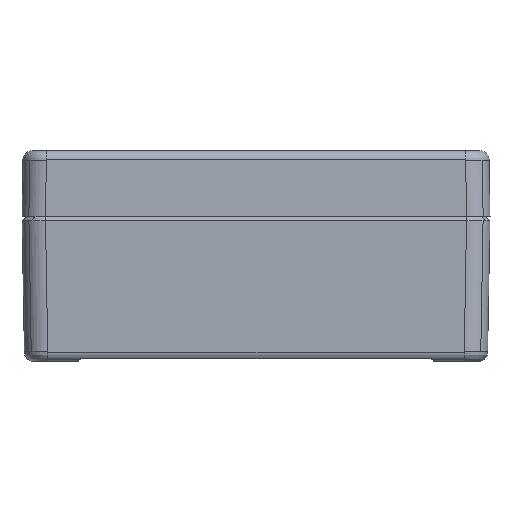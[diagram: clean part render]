
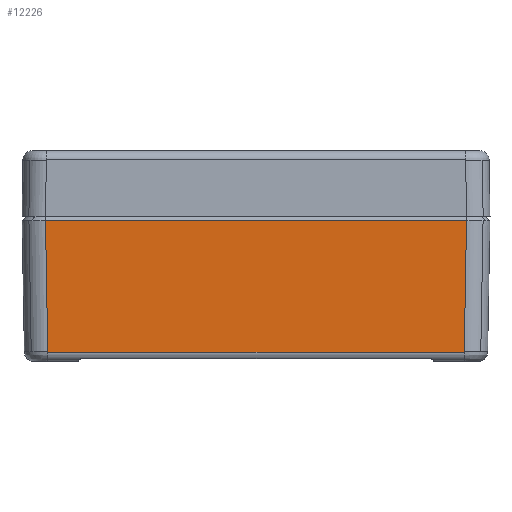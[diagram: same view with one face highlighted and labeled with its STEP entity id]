
A CAD part, front view. The second image highlights one B-rep face of the part: STEP entity #12226.
In plain terms, the highlighted planar face has unit normal (0, -1, -0.018).
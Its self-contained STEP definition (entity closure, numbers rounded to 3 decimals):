
#12202=AXIS2_PLACEMENT_3D('Plane Axis2P3D',#12199,#12200,#12201) ;
#4657=CARTESIAN_POINT('Control Point',(5.017,0.017,30.)) ;
#4658=CARTESIAN_POINT('Control Point',(5.505,0.506,2.)) ;
#4659=CARTESIAN_POINT('Vertex',(5.017,0.017,30.)) ;
#4661=CARTESIAN_POINT('Vertex',(5.505,0.506,2.)) ;
#4785=CARTESIAN_POINT('Vertex',(94.983,0.017,30.)) ;
#4789=CARTESIAN_POINT('Control Point',(94.983,0.017,30.)) ;
#4790=CARTESIAN_POINT('Control Point',(94.495,0.506,2.)) ;
#4791=CARTESIAN_POINT('Vertex',(94.495,0.506,2.)) ;
#11983=CARTESIAN_POINT('Vertex',(94.459,0.507,1.93)) ;
#12014=CARTESIAN_POINT('Control Point',(94.495,0.506,2.)) ;
#12015=CARTESIAN_POINT('Control Point',(94.495,0.506,1.996)) ;
#12016=CARTESIAN_POINT('Control Point',(94.495,0.506,1.992)) ;
#12017=CARTESIAN_POINT('Vertex',(94.495,0.506,1.992)) ;
#12021=CARTESIAN_POINT('Control Point',(94.493,0.506,1.992)) ;
#12022=CARTESIAN_POINT('Control Point',(94.493,0.506,1.965)) ;
#12023=CARTESIAN_POINT('Control Point',(94.493,0.507,1.938)) ;
#12024=CARTESIAN_POINT('Vertex',(94.493,0.507,1.938)) ;
#12028=CARTESIAN_POINT('Control Point',(94.493,0.507,1.938)) ;
#12029=CARTESIAN_POINT('Control Point',(94.483,0.507,1.932)) ;
#12030=CARTESIAN_POINT('Control Point',(94.471,0.507,1.93)) ;
#12031=CARTESIAN_POINT('Control Point',(94.459,0.507,1.93)) ;
#12077=CARTESIAN_POINT('Vertex',(5.541,0.507,1.93)) ;
#12081=CARTESIAN_POINT('Control Point',(5.507,0.507,1.938)) ;
#12082=CARTESIAN_POINT('Control Point',(5.517,0.507,1.932)) ;
#12083=CARTESIAN_POINT('Control Point',(5.529,0.507,1.93)) ;
#12084=CARTESIAN_POINT('Control Point',(5.541,0.507,1.93)) ;
#12085=CARTESIAN_POINT('Vertex',(5.507,0.507,1.938)) ;
#12089=CARTESIAN_POINT('Control Point',(5.506,0.506,1.992)) ;
#12090=CARTESIAN_POINT('Control Point',(5.506,0.506,1.965)) ;
#12091=CARTESIAN_POINT('Control Point',(5.506,0.507,1.938)) ;
#12092=CARTESIAN_POINT('Vertex',(5.506,0.506,1.992)) ;
#12096=CARTESIAN_POINT('Control Point',(5.505,0.506,2.)) ;
#12097=CARTESIAN_POINT('Control Point',(5.505,0.506,1.996)) ;
#12098=CARTESIAN_POINT('Control Point',(5.505,0.506,1.992)) ;
#12199=CARTESIAN_POINT('Axis2P3D Location',(5.017,0.017,30.)) ;
#12204=CARTESIAN_POINT('Line Origine',(50.,0.507,1.93)) ;
#12209=CARTESIAN_POINT('Line Origine',(50.,0.017,30.)) ;
#12200=DIRECTION('Axis2P3D Direction',(0.,-1.,-0.017)) ;
#12201=DIRECTION('Axis2P3D XDirection',(0.,0.017,-1.)) ;
#12205=DIRECTION('Vector Direction',(1.,0.,0.)) ;
#12210=DIRECTION('Vector Direction',(1.,0.,0.)) ;
#12206=VECTOR('Line Direction',#12205,1.) ;
#12211=VECTOR('Line Direction',#12210,1.) ;
#12215=ORIENTED_EDGE('',*,*,#12087,.T.) ;
#12216=ORIENTED_EDGE('',*,*,#12208,.T.) ;
#12217=ORIENTED_EDGE('',*,*,#12032,.F.) ;
#12218=ORIENTED_EDGE('',*,*,#12026,.T.) ;
#12219=ORIENTED_EDGE('',*,*,#12019,.T.) ;
#12220=ORIENTED_EDGE('',*,*,#4793,.T.) ;
#12221=ORIENTED_EDGE('',*,*,#12213,.T.) ;
#12222=ORIENTED_EDGE('',*,*,#4663,.T.) ;
#12223=ORIENTED_EDGE('',*,*,#12099,.T.) ;
#12224=ORIENTED_EDGE('',*,*,#12094,.T.) ;
#12226=ADVANCED_FACE('Brep With Voids',(#12225),#12203,.T.) ;
#12027=B_SPLINE_CURVE_WITH_KNOTS('',3,(#12028,#12029,#12030,#12031),.UNSPECIFIED.,.F.,.U.,(4,4),(0.,0.05),.UNSPECIFIED.) ;
#12080=B_SPLINE_CURVE_WITH_KNOTS('',3,(#12081,#12082,#12083,#12084),.UNSPECIFIED.,.F.,.U.,(4,4),(0.,0.05),.UNSPECIFIED.) ;
#4663=EDGE_CURVE('',#4660,#4662,#4656,.T.) ;
#4793=EDGE_CURVE('',#4792,#4786,#4788,.F.) ;
#12019=EDGE_CURVE('',#12018,#4792,#12013,.F.) ;
#12026=EDGE_CURVE('',#12025,#12018,#12020,.F.) ;
#12032=EDGE_CURVE('',#12025,#11984,#12027,.T.) ;
#12087=EDGE_CURVE('',#12086,#12078,#12080,.T.) ;
#12094=EDGE_CURVE('',#12093,#12086,#12088,.T.) ;
#12099=EDGE_CURVE('',#4662,#12093,#12095,.T.) ;
#12208=EDGE_CURVE('',#12078,#11984,#12207,.T.) ;
#12213=EDGE_CURVE('',#4786,#4660,#12212,.F.) ;
#12214=EDGE_LOOP('',(#12215,#12216,#12217,#12218,#12219,#12220,#12221,#12222,#12223,#12224)) ;
#12225=FACE_OUTER_BOUND('',#12214,.T.) ;
#12207=LINE('Line',#12204,#12206) ;
#12212=LINE('Line',#12209,#12211) ;
#12203=PLANE('',#12202) ;
#4660=VERTEX_POINT('',#4659) ;
#4662=VERTEX_POINT('',#4661) ;
#4786=VERTEX_POINT('',#4785) ;
#4792=VERTEX_POINT('',#4791) ;
#11984=VERTEX_POINT('',#11983) ;
#12018=VERTEX_POINT('',#12017) ;
#12025=VERTEX_POINT('',#12024) ;
#12078=VERTEX_POINT('',#12077) ;
#12086=VERTEX_POINT('',#12085) ;
#12093=VERTEX_POINT('',#12092) ;
#4656=(BOUNDED_CURVE()B_SPLINE_CURVE(1,(#4657,#4658),.UNSPECIFIED.,.F.,.U.)B_SPLINE_CURVE_WITH_KNOTS((2,2),(0.092,28.101),.UNSPECIFIED.)CURVE()GEOMETRIC_REPRESENTATION_ITEM()RATIONAL_B_SPLINE_CURVE((0.854,0.854))REPRESENTATION_ITEM('')) ;
#4788=(BOUNDED_CURVE()B_SPLINE_CURVE(1,(#4789,#4790),.UNSPECIFIED.,.F.,.U.)B_SPLINE_CURVE_WITH_KNOTS((2,2),(0.145,28.153),.UNSPECIFIED.)CURVE()GEOMETRIC_REPRESENTATION_ITEM()RATIONAL_B_SPLINE_CURVE((0.854,0.854))REPRESENTATION_ITEM('')) ;
#12013=(BOUNDED_CURVE()B_SPLINE_CURVE(2,(#12014,#12015,#12016),.UNSPECIFIED.,.F.,.U.)B_SPLINE_CURVE_WITH_KNOTS((3,3),(0.,0.011),.UNSPECIFIED.)CURVE()GEOMETRIC_REPRESENTATION_ITEM()RATIONAL_B_SPLINE_CURVE((1.,0.999,0.998))REPRESENTATION_ITEM('')) ;
#12020=(BOUNDED_CURVE()B_SPLINE_CURVE(2,(#12021,#12022,#12023),.UNSPECIFIED.,.F.,.U.)B_SPLINE_CURVE_WITH_KNOTS((3,3),(0.011,0.089),.UNSPECIFIED.)CURVE()GEOMETRIC_REPRESENTATION_ITEM()RATIONAL_B_SPLINE_CURVE((0.998,0.993,0.987))REPRESENTATION_ITEM('')) ;
#12088=(BOUNDED_CURVE()B_SPLINE_CURVE(2,(#12089,#12090,#12091),.UNSPECIFIED.,.F.,.U.)B_SPLINE_CURVE_WITH_KNOTS((3,3),(0.011,0.089),.UNSPECIFIED.)CURVE()GEOMETRIC_REPRESENTATION_ITEM()RATIONAL_B_SPLINE_CURVE((0.998,0.993,0.987))REPRESENTATION_ITEM('')) ;
#12095=(BOUNDED_CURVE()B_SPLINE_CURVE(2,(#12096,#12097,#12098),.UNSPECIFIED.,.F.,.U.)B_SPLINE_CURVE_WITH_KNOTS((3,3),(0.,0.011),.UNSPECIFIED.)CURVE()GEOMETRIC_REPRESENTATION_ITEM()RATIONAL_B_SPLINE_CURVE((1.,0.999,0.998))REPRESENTATION_ITEM('')) ;
